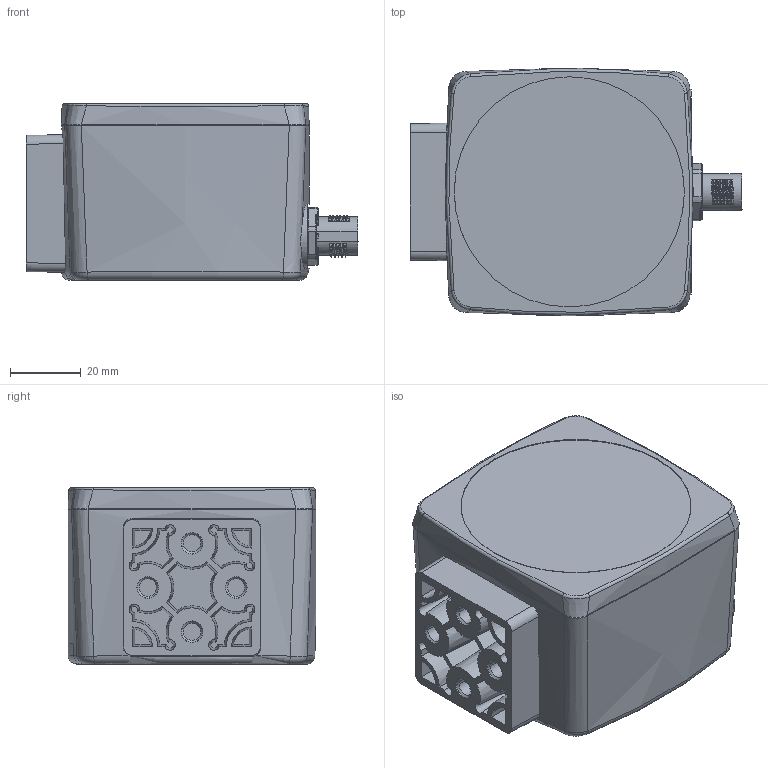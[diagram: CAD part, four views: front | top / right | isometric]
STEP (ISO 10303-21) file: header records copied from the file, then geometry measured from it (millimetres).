
FILE_DESCRIPTION((''),'2;1');
FILE_NAME('DM_CAD-2021_R4_V19_SW0001','2014-09-15T',('Creinig-se'),(''),'PRO/ENGINEER BY PARAMETRIC TECHNOLOGY CORPORATION, 2013050','PRO/ENGINEER BY PARAMETRIC TECHNOLOGY CORPORATION, 2013050','');
FILE_SCHEMA(('CONFIG_CONTROL_DESIGN'));
Length unit declared in the file: millimetre
Products named in the file (1): DM_CAD-2021_R4_V19_SW0001
Bounding box: 93.8 x 70 x 50 mm (x, y, z)
Volume: 241766.9 mm3; surface area: 30283.3 mm2
Topology: 1 solids, 1 shells, 554 faces, 1436 edges, 1003 vertices
Faces by surface type: plane 148, cylinder 135, bspline 133, cone 88, torus 41, extrusion 5, sphere 4
Entity records: 29150 total; most frequent: CARTESIAN_POINT 12456, ORIENTED_EDGE 2700, DIRECTION 2312, EDGE_CURVE 1350, AXIS2_PLACEMENT_3D 887, VERTEX_POINT 837, PRESENTATION_STYLE_ASSIGNMENT 643, STYLED_ITEM 643
